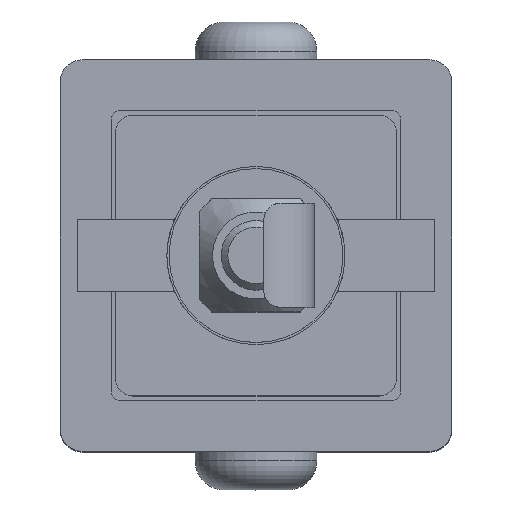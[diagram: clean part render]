
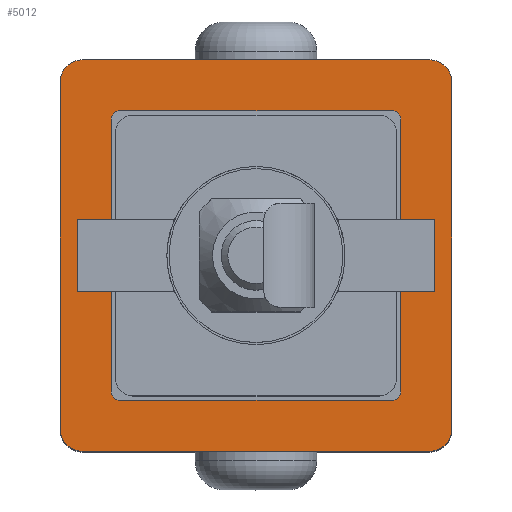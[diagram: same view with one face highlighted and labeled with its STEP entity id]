
A CAD part, top view. The second image highlights one B-rep face of the part: STEP entity #5012.
In plain terms, the highlighted face is planar.
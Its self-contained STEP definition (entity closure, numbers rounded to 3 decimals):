
#131=FACE_BOUND('',#1596,.T.);
#239=PLANE('',#5683);
#574=LINE('',#9505,#893);
#579=LINE('',#9520,#898);
#611=LINE('',#10097,#930);
#612=LINE('',#10098,#931);
#613=LINE('',#10099,#932);
#614=LINE('',#10101,#933);
#615=LINE('',#10103,#934);
#616=LINE('',#10107,#935);
#893=VECTOR('',#6617,1.);
#898=VECTOR('',#6630,1.);
#930=VECTOR('',#6790,1.);
#931=VECTOR('',#6791,1.);
#932=VECTOR('',#6792,1.);
#933=VECTOR('',#6793,1.);
#934=VECTOR('',#6794,1.);
#935=VECTOR('',#6797,1.);
#1275=FACE_OUTER_BOUND('',#1595,.T.);
#1595=EDGE_LOOP('',(#4199,#4200,#4201,#4202,#4203,#4204,#4205,#4206));
#1596=EDGE_LOOP('',(#4207,#4208,#4209,#4210,#4211,#4212,#4213,#4214));
#1863=CIRCLE('',#5604,2.5);
#1866=CIRCLE('',#5609,2.5);
#1871=CIRCLE('',#5618,1.);
#1873=CIRCLE('',#5622,1.);
#1894=CIRCLE('',#5671,2.5);
#1897=CIRCLE('',#5677,2.5);
#1901=CIRCLE('',#5684,1.);
#1902=CIRCLE('',#5685,1.);
#2308=VERTEX_POINT('',#9479);
#2309=VERTEX_POINT('',#9480);
#2311=VERTEX_POINT('',#9489);
#2312=VERTEX_POINT('',#9490);
#2318=VERTEX_POINT('',#9510);
#2319=VERTEX_POINT('',#9512);
#2321=VERTEX_POINT('',#9518);
#2323=VERTEX_POINT('',#9524);
#2365=VERTEX_POINT('',#10071);
#2366=VERTEX_POINT('',#10072);
#2368=VERTEX_POINT('',#10083);
#2369=VERTEX_POINT('',#10084);
#2372=VERTEX_POINT('',#10100);
#2373=VERTEX_POINT('',#10102);
#2374=VERTEX_POINT('',#10104);
#2375=VERTEX_POINT('',#10106);
#2911=EDGE_CURVE('',#2308,#2309,#1863,.T.);
#2916=EDGE_CURVE('',#2311,#2312,#1866,.T.);
#2924=EDGE_CURVE('',#2311,#2309,#574,.F.);
#2927=EDGE_CURVE('',#2319,#2318,#1871,.T.);
#2931=EDGE_CURVE('',#2321,#2318,#579,.T.);
#2934=EDGE_CURVE('',#2321,#2323,#1873,.T.);
#3007=EDGE_CURVE('',#2365,#2366,#1894,.T.);
#3013=EDGE_CURVE('',#2368,#2369,#1897,.T.);
#3020=EDGE_CURVE('',#2312,#2369,#611,.T.);
#3021=EDGE_CURVE('',#2368,#2366,#612,.F.);
#3022=EDGE_CURVE('',#2365,#2308,#613,.T.);
#3023=EDGE_CURVE('',#2319,#2372,#614,.T.);
#3024=EDGE_CURVE('',#2323,#2373,#615,.T.);
#3025=EDGE_CURVE('',#2374,#2373,#1901,.T.);
#3026=EDGE_CURVE('',#2374,#2375,#616,.T.);
#3027=EDGE_CURVE('',#2372,#2375,#1902,.T.);
#4199=ORIENTED_EDGE('',*,*,#3020,.T.);
#4200=ORIENTED_EDGE('',*,*,#3013,.F.);
#4201=ORIENTED_EDGE('',*,*,#3021,.T.);
#4202=ORIENTED_EDGE('',*,*,#3007,.F.);
#4203=ORIENTED_EDGE('',*,*,#3022,.T.);
#4204=ORIENTED_EDGE('',*,*,#2911,.T.);
#4205=ORIENTED_EDGE('',*,*,#2924,.F.);
#4206=ORIENTED_EDGE('',*,*,#2916,.T.);
#4207=ORIENTED_EDGE('',*,*,#3023,.F.);
#4208=ORIENTED_EDGE('',*,*,#2927,.T.);
#4209=ORIENTED_EDGE('',*,*,#2931,.F.);
#4210=ORIENTED_EDGE('',*,*,#2934,.T.);
#4211=ORIENTED_EDGE('',*,*,#3024,.T.);
#4212=ORIENTED_EDGE('',*,*,#3025,.F.);
#4213=ORIENTED_EDGE('',*,*,#3026,.T.);
#4214=ORIENTED_EDGE('',*,*,#3027,.F.);
#5012=ADVANCED_FACE('',(#1275,#131),#239,.F.);
#5604=AXIS2_PLACEMENT_3D('',#9481,#6587,#6588);
#5609=AXIS2_PLACEMENT_3D('',#9491,#6599,#6600);
#5618=AXIS2_PLACEMENT_3D('',#9513,#6623,#6624);
#5622=AXIS2_PLACEMENT_3D('',#9526,#6636,#6637);
#5671=AXIS2_PLACEMENT_3D('',#10073,#6758,#6759);
#5677=AXIS2_PLACEMENT_3D('',#10085,#6773,#6774);
#5683=AXIS2_PLACEMENT_3D('',#10096,#6788,#6789);
#5684=AXIS2_PLACEMENT_3D('',#10105,#6795,#6796);
#5685=AXIS2_PLACEMENT_3D('',#10108,#6798,#6799);
#6587=DIRECTION('center_axis',(0.,0.,
-1.));
#6588=DIRECTION('ref_axis',(-0.707,0.707,0.));
#6599=DIRECTION('center_axis',(0.,0.,
-1.));
#6600=DIRECTION('ref_axis',(0.707,0.707,0.));
#6617=DIRECTION('',(1.,0.,0.));
#6623=DIRECTION('center_axis',(0.,0.,
1.));
#6624=DIRECTION('ref_axis',(0.707,0.707,0.));
#6630=DIRECTION('',(1.,0.,0.));
#6636=DIRECTION('center_axis',(0.,0.,
1.));
#6637=DIRECTION('ref_axis',(-0.707,0.707,0.));
#6758=DIRECTION('center_axis',(0.,0.,
1.));
#6759=DIRECTION('ref_axis',(-0.707,-0.707,0.));
#6773=DIRECTION('center_axis',(0.,0.,
1.));
#6774=DIRECTION('ref_axis',(0.707,-0.707,0.));
#6788=DIRECTION('center_axis',(0.,0.,
1.));
#6789=DIRECTION('ref_axis',(-1.,0.,0.));
#6790=DIRECTION('',(0.,-1.,0.));
#6791=DIRECTION('',(1.,0.,0.));
#6792=DIRECTION('',(0.,1.,0.));
#6793=DIRECTION('',(0.,-1.,0.));
#6794=DIRECTION('',(0.,-1.,0.));
#6795=DIRECTION('center_axis',(0.,0.,
-1.));
#6796=DIRECTION('ref_axis',(-0.707,-0.707,0.));
#6797=DIRECTION('',(1.,0.,0.));
#6798=DIRECTION('center_axis',(0.,0.,
-1.));
#6799=DIRECTION('ref_axis',(0.707,-0.707,0.));
#9479=CARTESIAN_POINT('',(-22.5,20.,0.));
#9480=CARTESIAN_POINT('',(-20.,22.5,0.));
#9481=CARTESIAN_POINT('Origin',(-20.,20.,0.));
#9489=CARTESIAN_POINT('',(20.,22.5,0.));
#9490=CARTESIAN_POINT('',(22.5,20.,0.));
#9491=CARTESIAN_POINT('Origin',(20.,20.,0.));
#9505=CARTESIAN_POINT('',(11.25,22.5,0.));
#9510=CARTESIAN_POINT('',(15.65,16.65,0.));
#9512=CARTESIAN_POINT('',(16.65,15.65,0.));
#9513=CARTESIAN_POINT('Origin',(15.65,15.65,0.));
#9518=CARTESIAN_POINT('',(-15.65,16.65,0.));
#9520=CARTESIAN_POINT('',(-22.5,16.65,0.));
#9524=CARTESIAN_POINT('',(-16.65,15.65,0.));
#9526=CARTESIAN_POINT('Origin',(-15.65,15.65,0.));
#10071=CARTESIAN_POINT('',(-22.5,-20.,0.));
#10072=CARTESIAN_POINT('',(-20.,-22.5,0.));
#10073=CARTESIAN_POINT('Origin',(-20.,-20.,0.));
#10083=CARTESIAN_POINT('',(20.,-22.5,0.));
#10084=CARTESIAN_POINT('',(22.5,-20.,0.));
#10085=CARTESIAN_POINT('Origin',(20.,-20.,0.));
#10096=CARTESIAN_POINT('Origin',(22.5,13.6,0.));
#10097=CARTESIAN_POINT('',(22.5,-13.6,0.));
#10098=CARTESIAN_POINT('',(11.25,-22.5,0.));
#10099=CARTESIAN_POINT('',(-22.5,-13.4,0.));
#10100=CARTESIAN_POINT('',(16.65,-15.65,0.));
#10101=CARTESIAN_POINT('',(16.65,-0.975,0.));
#10102=CARTESIAN_POINT('',(-16.65,-15.65,0.));
#10103=CARTESIAN_POINT('',(-16.65,-14.675,0.));
#10104=CARTESIAN_POINT('',(-15.65,-16.65,0.));
#10105=CARTESIAN_POINT('Origin',(-15.65,-15.65,0.));
#10106=CARTESIAN_POINT('',(15.65,-16.65,0.));
#10107=CARTESIAN_POINT('',(-22.5,-16.65,0.));
#10108=CARTESIAN_POINT('Origin',(15.65,-15.65,0.));
